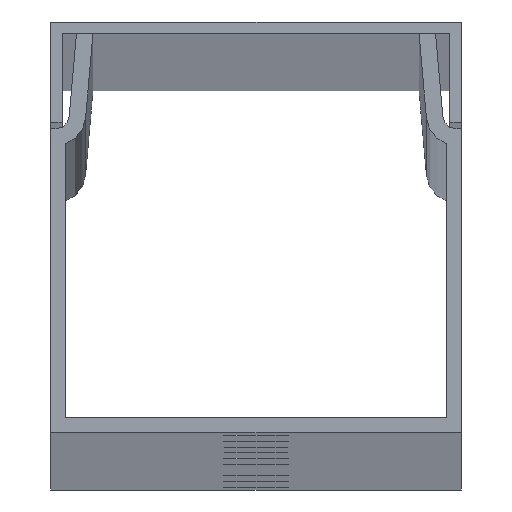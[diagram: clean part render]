
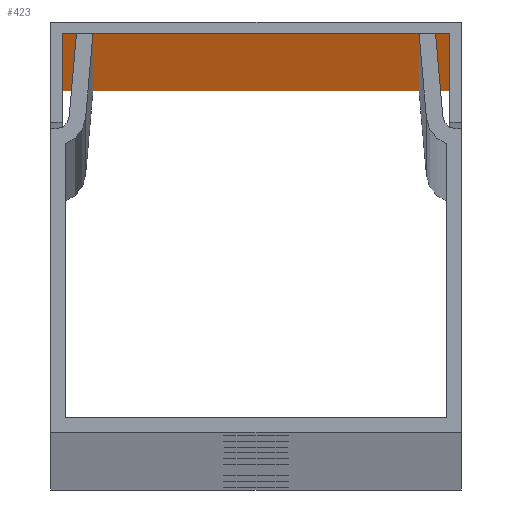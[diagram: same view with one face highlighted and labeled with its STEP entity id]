
A CAD part, top view. The second image highlights one B-rep face of the part: STEP entity #423.
In plain terms, the highlighted planar face has unit normal (0, -1, 0).
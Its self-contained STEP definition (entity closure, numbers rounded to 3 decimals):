
#57 = CARTESIAN_POINT ( 'NONE',  ( 11.8, 24.3, 1000. ) ) ;
#65 = AXIS2_PLACEMENT_3D ( 'NONE', #1641, #1690, #1691 ) ;
#150 = FACE_OUTER_BOUND ( 'NONE', #186, .T. ) ;
#186 = EDGE_LOOP ( 'NONE', ( #373, #517, #648, #1585 ) ) ;
#294 = EDGE_CURVE ( 'NONE', #1082, #536, #436, .T. ) ;
#373 = ORIENTED_EDGE ( 'NONE', *, *, #551, .T. ) ;
#423 = ADVANCED_FACE ( 'NONE', ( #150 ), #1676, .T. ) ;
#436 = LINE ( 'NONE', #957, #1696 ) ;
#517 = ORIENTED_EDGE ( 'NONE', *, *, #586, .F. ) ;
#536 = VERTEX_POINT ( 'NONE', #1245 ) ;
#551 = EDGE_CURVE ( 'NONE', #1459, #1571, #1259, .T. ) ;
#586 = EDGE_CURVE ( 'NONE', #536, #1571, #1674, .T. ) ;
#648 = ORIENTED_EDGE ( 'NONE', *, *, #294, .F. ) ;
#695 = LINE ( 'NONE', #1255, #1123 ) ;
#901 = VECTOR ( 'NONE', #1098, 1000. ) ;
#957 = CARTESIAN_POINT ( 'NONE',  ( -11.8, 24.3, -1000. ) ) ;
#983 = DIRECTION ( 'NONE',  ( 0., 0., 1. ) ) ;
#1013 = EDGE_CURVE ( 'NONE', #1082, #1459, #695, .T. ) ;
#1018 = CARTESIAN_POINT ( 'NONE',  ( 11.5, 24.3, 1000. ) ) ;
#1024 = DIRECTION ( 'NONE',  ( 1., 0., 0. ) ) ;
#1082 = VERTEX_POINT ( 'NONE', #1109 ) ;
#1098 = DIRECTION ( 'NONE',  ( 0., 0., 1. ) ) ;
#1109 = CARTESIAN_POINT ( 'NONE',  ( -11.8, 24.3, -1000. ) ) ;
#1114 = CARTESIAN_POINT ( 'NONE',  ( 11.8, 24.3, -1000. ) ) ;
#1123 = VECTOR ( 'NONE', #1264, 1000. ) ;
#1245 = CARTESIAN_POINT ( 'NONE',  ( -11.8, 24.3, 1000. ) ) ;
#1255 = CARTESIAN_POINT ( 'NONE',  ( -11.8, 24.3, -1000. ) ) ;
#1259 = LINE ( 'NONE', #1114, #901 ) ;
#1264 = DIRECTION ( 'NONE',  ( 1., 0., 0. ) ) ;
#1385 = CARTESIAN_POINT ( 'NONE',  ( 11.8, 24.3, -1000. ) ) ;
#1459 = VERTEX_POINT ( 'NONE', #1385 ) ;
#1519 = VECTOR ( 'NONE', #1024, 1000. ) ;
#1571 = VERTEX_POINT ( 'NONE', #57 ) ;
#1585 = ORIENTED_EDGE ( 'NONE', *, *, #1013, .T. ) ;
#1641 = CARTESIAN_POINT ( 'NONE',  ( 11.5, 24.3, -1000. ) ) ;
#1674 = LINE ( 'NONE', #1018, #1519 ) ;
#1676 = PLANE ( 'NONE',  #65 ) ;
#1690 = DIRECTION ( 'NONE',  ( 0., -1., 0. ) ) ;
#1691 = DIRECTION ( 'NONE',  ( 1., 0., 0. ) ) ;
#1696 = VECTOR ( 'NONE', #983, 1000. ) ;
